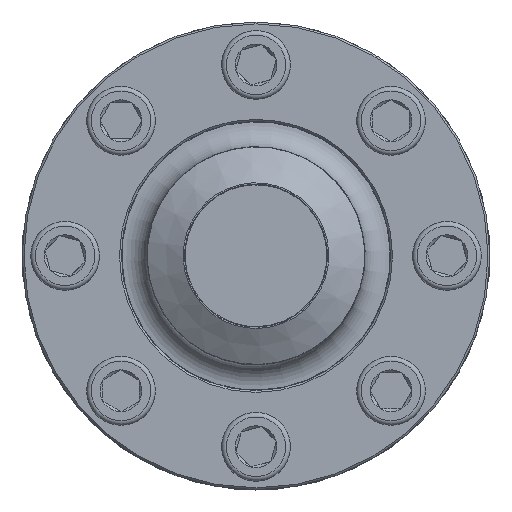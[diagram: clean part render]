
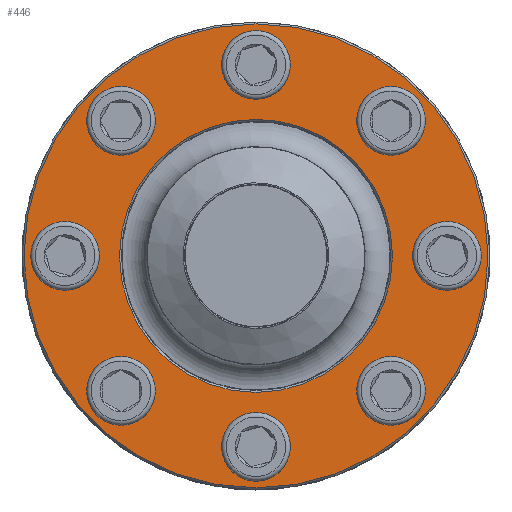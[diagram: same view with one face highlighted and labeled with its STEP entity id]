
A CAD part, top view. The second image highlights one B-rep face of the part: STEP entity #446.
In plain terms, the highlighted planar face has unit normal (0, 0, 1).
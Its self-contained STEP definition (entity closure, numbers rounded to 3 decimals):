
#416=PLANE('',#1681);
#446=ADVANCED_FACE('',(#582,#583,#584,#585,#586,#587,#588,#589,#590,#591),
#416,.T.);
#582=FACE_BOUND('',#743,.T.);
#583=FACE_BOUND('',#744,.T.);
#584=FACE_BOUND('',#745,.T.);
#585=FACE_BOUND('',#746,.T.);
#586=FACE_BOUND('',#747,.T.);
#587=FACE_BOUND('',#748,.T.);
#588=FACE_BOUND('',#749,.T.);
#589=FACE_BOUND('',#750,.T.);
#590=FACE_BOUND('',#751,.T.);
#591=FACE_BOUND('',#752,.T.);
#743=EDGE_LOOP('',(#937));
#744=EDGE_LOOP('',(#938));
#745=EDGE_LOOP('',(#939));
#746=EDGE_LOOP('',(#940));
#747=EDGE_LOOP('',(#941));
#748=EDGE_LOOP('',(#942));
#749=EDGE_LOOP('',(#943));
#750=EDGE_LOOP('',(#944));
#751=EDGE_LOOP('',(#945));
#752=EDGE_LOOP('',(#946));
#937=ORIENTED_EDGE('',*,*,#1395,.T.);
#938=ORIENTED_EDGE('',*,*,#1396,.T.);
#939=ORIENTED_EDGE('',*,*,#1397,.T.);
#940=ORIENTED_EDGE('',*,*,#1398,.T.);
#941=ORIENTED_EDGE('',*,*,#1399,.T.);
#942=ORIENTED_EDGE('',*,*,#1400,.T.);
#943=ORIENTED_EDGE('',*,*,#1401,.T.);
#944=ORIENTED_EDGE('',*,*,#1402,.T.);
#945=ORIENTED_EDGE('',*,*,#1403,.T.);
#946=ORIENTED_EDGE('',*,*,#1404,.T.);
#1267=VERTEX_POINT('',#2418);
#1268=VERTEX_POINT('',#2420);
#1269=VERTEX_POINT('',#2422);
#1270=VERTEX_POINT('',#2424);
#1271=VERTEX_POINT('',#2426);
#1272=VERTEX_POINT('',#2428);
#1273=VERTEX_POINT('',#2430);
#1274=VERTEX_POINT('',#2432);
#1275=VERTEX_POINT('',#2434);
#1276=VERTEX_POINT('',#2436);
#1395=EDGE_CURVE('',#1267,#1267,#1560,.T.);
#1396=EDGE_CURVE('',#1268,#1268,#1561,.T.);
#1397=EDGE_CURVE('',#1269,#1269,#1562,.T.);
#1398=EDGE_CURVE('',#1270,#1270,#1563,.T.);
#1399=EDGE_CURVE('',#1271,#1271,#1564,.T.);
#1400=EDGE_CURVE('',#1272,#1272,#1565,.T.);
#1401=EDGE_CURVE('',#1273,#1273,#1566,.T.);
#1402=EDGE_CURVE('',#1274,#1274,#1567,.T.);
#1403=EDGE_CURVE('',#1275,#1275,#1568,.T.);
#1404=EDGE_CURVE('',#1276,#1276,#1569,.T.);
#1560=CIRCLE('',#1671,13.5);
#1561=CIRCLE('',#1672,13.5);
#1562=CIRCLE('',#1673,13.5);
#1563=CIRCLE('',#1674,13.5);
#1564=CIRCLE('',#1675,13.5);
#1565=CIRCLE('',#1676,13.5);
#1566=CIRCLE('',#1677,13.5);
#1567=CIRCLE('',#1678,13.5);
#1568=CIRCLE('',#1679,121.5);
#1569=CIRCLE('',#1680,71.5);
#1671=AXIS2_PLACEMENT_3D('',#2417,#1917,#1918);
#1672=AXIS2_PLACEMENT_3D('',#2419,#1919,#1920);
#1673=AXIS2_PLACEMENT_3D('',#2421,#1921,#1922);
#1674=AXIS2_PLACEMENT_3D('',#2423,#1923,#1924);
#1675=AXIS2_PLACEMENT_3D('',#2425,#1925,#1926);
#1676=AXIS2_PLACEMENT_3D('',#2427,#1927,#1928);
#1677=AXIS2_PLACEMENT_3D('',#2429,#1929,#1930);
#1678=AXIS2_PLACEMENT_3D('',#2431,#1931,#1932);
#1679=AXIS2_PLACEMENT_3D('',#2433,#1933,#1934);
#1680=AXIS2_PLACEMENT_3D('',#2435,#1935,#1936);
#1681=AXIS2_PLACEMENT_3D('',#2437,#1937,#1938);
#1917=DIRECTION('',(0.,0.,-1.));
#1918=DIRECTION('',(1.,0.,0.));
#1919=DIRECTION('',(0.,0.,-1.));
#1920=DIRECTION('',(1.,0.,0.));
#1921=DIRECTION('',(0.,0.,-1.));
#1922=DIRECTION('',(1.,0.,0.));
#1923=DIRECTION('',(0.,0.,-1.));
#1924=DIRECTION('',(1.,0.,0.));
#1925=DIRECTION('',(0.,0.,-1.));
#1926=DIRECTION('',(1.,0.,0.));
#1927=DIRECTION('',(0.,0.,-1.));
#1928=DIRECTION('',(1.,0.,0.));
#1929=DIRECTION('',(0.,0.,-1.));
#1930=DIRECTION('',(1.,0.,0.));
#1931=DIRECTION('',(0.,0.,-1.));
#1932=DIRECTION('',(1.,0.,0.));
#1933=DIRECTION('',(0.,0.,1.));
#1934=DIRECTION('',(1.,0.,0.));
#1935=DIRECTION('',(0.,0.,-1.));
#1936=DIRECTION('',(1.,0.,0.));
#1937=DIRECTION('',(0.,0.,1.));
#1938=DIRECTION('',(1.,0.,0.));
#2417=CARTESIAN_POINT('',(-100.,0.,68.));
#2418=CARTESIAN_POINT('',(-86.5,0.,68.));
#2419=CARTESIAN_POINT('',(-70.711,70.711,68.));
#2420=CARTESIAN_POINT('',(-57.211,70.711,68.));
#2421=CARTESIAN_POINT('',(0.,100.,68.));
#2422=CARTESIAN_POINT('',(13.5,100.,68.));
#2423=CARTESIAN_POINT('',(70.711,70.711,68.));
#2424=CARTESIAN_POINT('',(84.211,70.711,68.));
#2425=CARTESIAN_POINT('',(100.,0.,68.));
#2426=CARTESIAN_POINT('',(113.5,0.,68.));
#2427=CARTESIAN_POINT('',(70.711,-70.711,68.));
#2428=CARTESIAN_POINT('',(84.211,-70.711,68.));
#2429=CARTESIAN_POINT('',(0.,-100.,68.));
#2430=CARTESIAN_POINT('',(13.5,-100.,68.));
#2431=CARTESIAN_POINT('',(-70.711,-70.711,68.));
#2432=CARTESIAN_POINT('',(-57.211,-70.711,68.));
#2433=CARTESIAN_POINT('',(0.,0.,68.));
#2434=CARTESIAN_POINT('',(121.5,0.,68.));
#2435=CARTESIAN_POINT('',(0.,0.,68.));
#2436=CARTESIAN_POINT('',(71.5,0.,68.));
#2437=CARTESIAN_POINT('',(0.,0.,68.));
